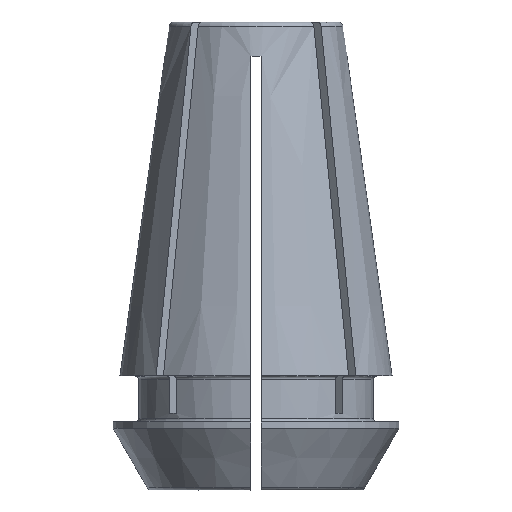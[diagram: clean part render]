
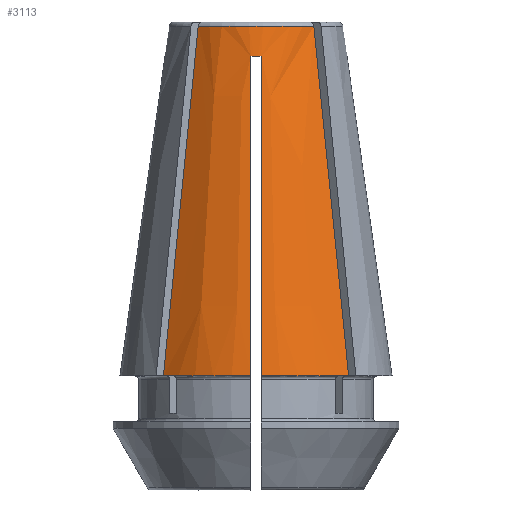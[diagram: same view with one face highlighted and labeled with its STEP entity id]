
A CAD part, front view. The second image highlights one B-rep face of the part: STEP entity #3113.
In plain terms, the highlighted conical face has half-angle 8 degrees and reference radius 5.077 mm.
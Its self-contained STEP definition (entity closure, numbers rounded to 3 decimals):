
#32=CONICAL_SURFACE('',#3443,5.077,0.14);
#84=B_SPLINE_CURVE_WITH_KNOTS('',3,(#4534,#4535,#4536,#4537,#4538,#4539,
#4540),.UNSPECIFIED.,.F.,.F.,(4,3,4),(0.,0.014,
0.021),.UNSPECIFIED.);
#99=B_SPLINE_CURVE_WITH_KNOTS('',3,(#4695,#4696,#4697,#4698,#4699,#4700,
#4701),.UNSPECIFIED.,.F.,.F.,(4,3,4),(0.,0.014,
0.021),.UNSPECIFIED.);
#165=B_SPLINE_CURVE_WITH_KNOTS('',3,(#5529,#5530,#5531,#5532,#5533,#5534,
#5535,#5536,#5537,#5538),.UNSPECIFIED.,.F.,.F.,(4,3,3,4),(0.008,
0.01,0.019,0.027),
 .UNSPECIFIED.);
#166=B_SPLINE_CURVE_WITH_KNOTS('',3,(#5539,#5540,#5541,#5542,#5543,#5544,
#5545,#5546,#5547,#5548),.UNSPECIFIED.,.F.,.F.,(4,3,3,4),(0.008,
0.01,0.019,0.027),
 .UNSPECIFIED.);
#248=CIRCLE('',#3205,5.358);
#362=CIRCLE('',#3405,8.);
#383=CIRCLE('',#3441,5.113);
#385=CIRCLE('',#3444,8.);
#986=ORIENTED_EDGE('',*,*,#1807,.T.);
#987=ORIENTED_EDGE('',*,*,#1448,.T.);
#988=ORIENTED_EDGE('',*,*,#1805,.F.);
#989=ORIENTED_EDGE('',*,*,#1499,.F.);
#990=ORIENTED_EDGE('',*,*,#1756,.T.);
#991=ORIENTED_EDGE('',*,*,#1808,.F.);
#992=ORIENTED_EDGE('',*,*,#1456,.F.);
#993=ORIENTED_EDGE('',*,*,#1809,.T.);
#1448=EDGE_CURVE('',#1936,#1935,#84,.T.);
#1456=EDGE_CURVE('',#1943,#1944,#248,.T.);
#1499=EDGE_CURVE('',#1984,#1985,#99,.T.);
#1756=EDGE_CURVE('',#1984,#2163,#362,.T.);
#1805=EDGE_CURVE('',#1985,#1935,#383,.T.);
#1807=EDGE_CURVE('',#2196,#1936,#385,.T.);
#1808=EDGE_CURVE('',#1944,#2163,#165,.T.);
#1809=EDGE_CURVE('',#1943,#2196,#166,.T.);
#1935=VERTEX_POINT('',#4533);
#1936=VERTEX_POINT('',#4541);
#1943=VERTEX_POINT('',#4560);
#1944=VERTEX_POINT('',#4562);
#1984=VERTEX_POINT('',#4694);
#1985=VERTEX_POINT('',#4702);
#2163=VERTEX_POINT('',#5394);
#2196=VERTEX_POINT('',#5528);
#2721=EDGE_LOOP('',(#986,#987,#988,#989,#990,#991,#992,#993));
#2885=FACE_BOUND('',#2721,.T.);
#3113=ADVANCED_FACE('',(#2885),#32,.T.);
#3205=AXIS2_PLACEMENT_3D('',#4561,#3617,#3618);
#3405=AXIS2_PLACEMENT_3D('',#5395,#4135,#4136);
#3441=AXIS2_PLACEMENT_3D('',#5524,#4224,#4225);
#3443=AXIS2_PLACEMENT_3D('',#5526,#4228,#4229);
#3444=AXIS2_PLACEMENT_3D('',#5527,#4230,#4231);
#3617=DIRECTION('',(0.,0.,-1.));
#3618=DIRECTION('',(-1.,0.,0.));
#4135=DIRECTION('',(0.,0.,1.));
#4136=DIRECTION('',(1.,0.,0.));
#4224=DIRECTION('',(0.,0.,1.));
#4225=DIRECTION('',(1.,0.,0.));
#4228=DIRECTION('',(0.,0.,-1.));
#4229=DIRECTION('',(-1.,0.,0.));
#4230=DIRECTION('',(0.,0.,1.));
#4231=DIRECTION('',(1.,0.,0.));
#4533=CARTESIAN_POINT('',(3.397,-3.821,27.442));
#4534=CARTESIAN_POINT('',(5.441,-5.865,6.9));
#4535=CARTESIAN_POINT('',(4.98,-5.404,11.536));
#4536=CARTESIAN_POINT('',(4.519,-4.943,16.172));
#4537=CARTESIAN_POINT('',(4.057,-4.482,20.808));
#4538=CARTESIAN_POINT('',(3.837,-4.262,23.019));
#4539=CARTESIAN_POINT('',(3.617,-4.041,25.231));
#4540=CARTESIAN_POINT('',(3.397,-3.821,27.442));
#4541=CARTESIAN_POINT('',(5.441,-5.865,6.9));
#4560=CARTESIAN_POINT('',(0.3,-5.349,25.7));
#4561=CARTESIAN_POINT('',(0.,0.,25.7));
#4562=CARTESIAN_POINT('',(-0.3,-5.349,25.7));
#4694=CARTESIAN_POINT('',(-5.441,-5.865,6.9));
#4695=CARTESIAN_POINT('',(-5.441,-5.865,6.9));
#4696=CARTESIAN_POINT('',(-4.98,-5.404,11.536));
#4697=CARTESIAN_POINT('',(-4.519,-4.943,16.172));
#4698=CARTESIAN_POINT('',(-4.057,-4.482,20.808));
#4699=CARTESIAN_POINT('',(-3.837,-4.262,23.019));
#4700=CARTESIAN_POINT('',(-3.617,-4.041,25.231));
#4701=CARTESIAN_POINT('',(-3.397,-3.821,27.442));
#4702=CARTESIAN_POINT('',(-3.397,-3.821,27.442));
#5394=CARTESIAN_POINT('',(-0.3,-7.994,6.9));
#5395=CARTESIAN_POINT('',(0.,0.,6.9));
#5524=CARTESIAN_POINT('',(0.,0.,27.442));
#5526=CARTESIAN_POINT('',(0.,0.,27.7));
#5527=CARTESIAN_POINT('',(0.,0.,6.9));
#5528=CARTESIAN_POINT('',(0.3,-7.994,6.9));
#5529=CARTESIAN_POINT('',(-0.3,-5.349,25.7));
#5530=CARTESIAN_POINT('',(-0.3,-5.41,25.271));
#5531=CARTESIAN_POINT('',(-0.3,-5.47,24.843));
#5532=CARTESIAN_POINT('',(-0.3,-5.53,24.414));
#5533=CARTESIAN_POINT('',(-0.3,-5.982,21.204));
#5534=CARTESIAN_POINT('',(-0.3,-6.434,17.995));
#5535=CARTESIAN_POINT('',(-0.3,-6.885,14.785));
#5536=CARTESIAN_POINT('',(-0.3,-7.255,12.157));
#5537=CARTESIAN_POINT('',(-0.3,-7.625,9.528));
#5538=CARTESIAN_POINT('',(-0.3,-7.994,6.9));
#5539=CARTESIAN_POINT('',(0.3,-5.349,25.7));
#5540=CARTESIAN_POINT('',(0.3,-5.41,25.271));
#5541=CARTESIAN_POINT('',(0.3,-5.47,24.843));
#5542=CARTESIAN_POINT('',(0.3,-5.53,24.414));
#5543=CARTESIAN_POINT('',(0.3,-5.982,21.204));
#5544=CARTESIAN_POINT('',(0.3,-6.434,17.995));
#5545=CARTESIAN_POINT('',(0.3,-6.885,14.785));
#5546=CARTESIAN_POINT('',(0.3,-7.255,12.157));
#5547=CARTESIAN_POINT('',(0.3,-7.625,9.528));
#5548=CARTESIAN_POINT('',(0.3,-7.994,6.9));
